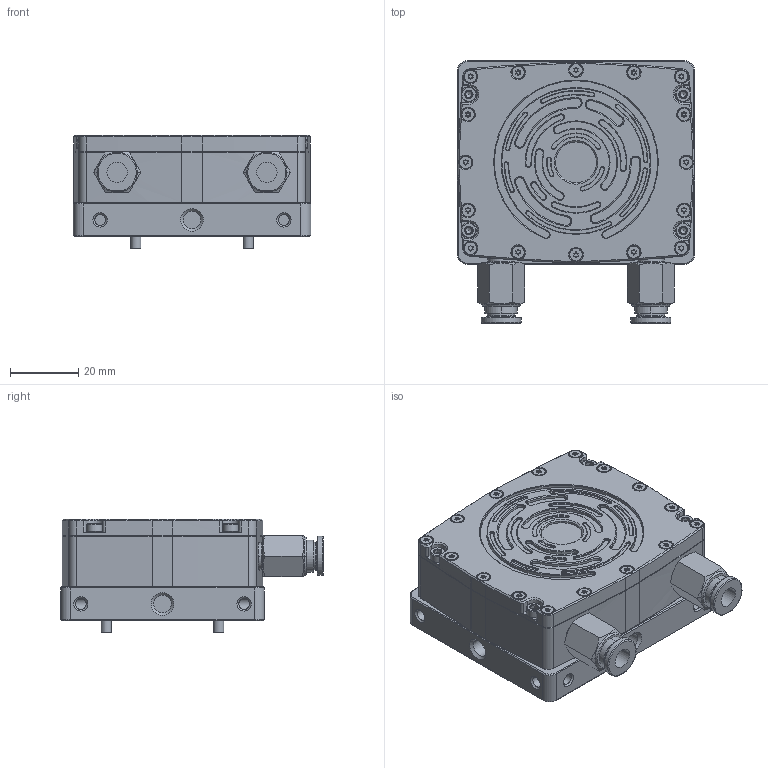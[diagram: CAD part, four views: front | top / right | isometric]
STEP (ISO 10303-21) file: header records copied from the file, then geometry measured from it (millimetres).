
FILE_DESCRIPTION(/* description */ (''),/* implementation_level */ '2;1');
FILE_NAME(/* name */ 'MJ-WAT-COOLER-KIT_01-STP.stp',/* time_stamp */ '2023-12-07T06:09:05+01:00',/* author */ (''),/* organization */ (''),/* preprocessor_version */ 'ST-DEVELOPER v18.102',/* originating_system */ 'SIEMENS PLM Software NX2206.8900',/* authorisation */ '');
FILE_SCHEMA (('AUTOMOTIVE_DESIGN { 1 0 10303 214 3 1 1 1 }'));
Length unit declared in the file: millimetre
Products named in the file (10): 001150_01_1-PIF-SSPC6-M5; 001082_01_1-SROB-M2.5X18-IMBUS-STNLS; 001003_01_1-SROB-M2X8-CSK-TX-STNLS; 002011_01_1-MECH-CB-X8G3-W-COOLER-TOP; 001622_01_1-MECH-CB-X8G3-ORING-1MM; 002005_01_1-MECH-CB-X8G3-W-COOLER-BOT; 001046_01_1-SROB-M3X10-IMBUS-STNLS; 002022_01_1-MECH-MJ-CB-X8G3-CONNECTOR; 002013_02_1-CB-X8G3-WAT-COOLER-KIT; 002018_01_1-MJ-WAT-COOLER-KIT
Assembly tree (31 placements, depth 3):
  002018_01_1-MJ-WAT-COOLER-KIT
    002013_02_1-CB-X8G3-WAT-COOLER-KIT
      002005_01_1-MECH-CB-X8G3-W-COOLER-BOT
      001622_01_1-MECH-CB-X8G3-ORING-1MM
      002011_01_1-MECH-CB-X8G3-W-COOLER-TOP
      001003_01_1-SROB-M2X8-CSK-TX-STNLS  x16
      001082_01_1-SROB-M2.5X18-IMBUS-STNLS  x4
      001150_01_1-PIF-SSPC6-M5  x2
    002022_01_1-MECH-MJ-CB-X8G3-CONNECTOR
    001046_01_1-SROB-M3X10-IMBUS-STNLS  x4
Bounding box: 69.8 x 77.15 x 33.4 mm (x, y, z)
Volume: 97308.7 mm3; surface area: 50139.4 mm2
Topology: 30 solids, 30 shells, 1791 faces, 4339 edges, 2696 vertices
Faces by surface type: cylinder 664, plane 524, cone 518, torus 78, sphere 4, bspline 3
Full cylindrical faces by diameter (mm): 1.6 x16, 1.8 x4, 2 x16, 2.1 x20, 2.3 x4, 2.5 x16, 3 x8, 3.2 x12, 3.8 x16, 4.2 x2, 4.5 x4, 5.11 x4, 5.5 x4, 5.8 x4, 8.2 x2, 12 x1
Entity records: 32530 total; most frequent: CARTESIAN_POINT 7349, DIRECTION 5750, ORIENTED_EDGE 4626, AXIS2_PLACEMENT_3D 2399, EDGE_CURVE 2313, VERTEX_POINT 1504, EDGE_LOOP 1410, CIRCLE 1234
